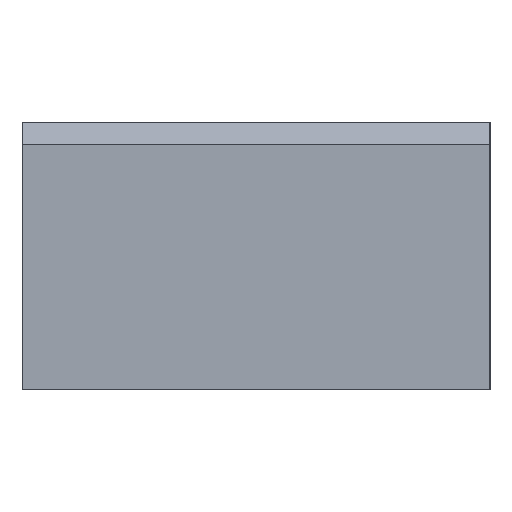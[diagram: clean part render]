
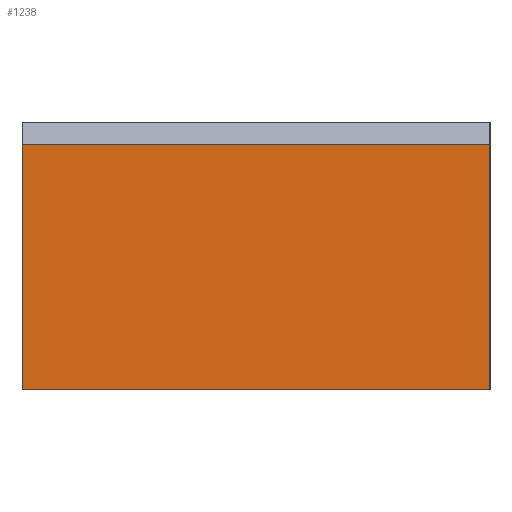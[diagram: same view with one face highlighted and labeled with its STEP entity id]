
A CAD part, left-side view. The second image highlights one B-rep face of the part: STEP entity #1238.
In plain terms, the highlighted planar face has unit normal (-1, 0, 0).
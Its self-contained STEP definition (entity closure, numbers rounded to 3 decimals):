
#21 = EDGE_CURVE ( 'NONE', #615, #1067, #30, .T. ) ;
#30 = LINE ( 'NONE', #3664, #613 ) ;
#228 = ORIENTED_EDGE ( 'NONE', *, *, #1552, .T. ) ;
#291 = ORIENTED_EDGE ( 'NONE', *, *, #21, .F. ) ;
#367 = DIRECTION ( 'NONE',  ( 0., 0., -1. ) ) ;
#434 = CARTESIAN_POINT ( 'NONE',  ( -17.5, -17.5, 18.34 ) ) ;
#472 = VECTOR ( 'NONE', #2250, 1000. ) ;
#613 = VECTOR ( 'NONE', #2728, 1000. ) ;
#615 = VERTEX_POINT ( 'NONE', #3831 ) ;
#822 = PLANE ( 'NONE',  #2507 ) ;
#836 = DIRECTION ( 'NONE',  ( 0., 1., 0. ) ) ;
#861 = VECTOR ( 'NONE', #836, 1000. ) ;
#905 = LINE ( 'NONE', #1598, #472 ) ;
#1067 = VERTEX_POINT ( 'NONE', #2661 ) ;
#1238 = ADVANCED_FACE ( 'NONE', ( #2790 ), #822, .F. ) ;
#1512 = ORIENTED_EDGE ( 'NONE', *, *, #3879, .T. ) ;
#1552 = EDGE_CURVE ( 'NONE', #3361, #1067, #3303, .T. ) ;
#1598 = CARTESIAN_POINT ( 'NONE',  ( -17.5, -17.5, 18.34 ) ) ;
#1782 = DIRECTION ( 'NONE',  ( 0., 0., 1. ) ) ;
#1852 = CARTESIAN_POINT ( 'NONE',  ( -17.5, -17.5, 18.34 ) ) ;
#2146 = CARTESIAN_POINT ( 'NONE',  ( -17.5, -17.5, 18.34 ) ) ;
#2250 = DIRECTION ( 'NONE',  ( 0., 0., -1. ) ) ;
#2413 = CARTESIAN_POINT ( 'NONE',  ( -17.5, 17.5, 18.34 ) ) ;
#2507 = AXIS2_PLACEMENT_3D ( 'NONE', #2146, #3442, #1782 ) ;
#2661 = CARTESIAN_POINT ( 'NONE',  ( -17.5, 17.5, 0. ) ) ;
#2728 = DIRECTION ( 'NONE',  ( 0., 1., 0. ) ) ;
#2790 = FACE_OUTER_BOUND ( 'NONE', #2891, .T. ) ;
#2863 = LINE ( 'NONE', #1852, #861 ) ;
#2891 = EDGE_LOOP ( 'NONE', ( #291, #3374, #1512, #228 ) ) ;
#3249 = VERTEX_POINT ( 'NONE', #434 ) ;
#3303 = LINE ( 'NONE', #3632, #3901 ) ;
#3361 = VERTEX_POINT ( 'NONE', #2413 ) ;
#3374 = ORIENTED_EDGE ( 'NONE', *, *, #3395, .F. ) ;
#3395 = EDGE_CURVE ( 'NONE', #3249, #615, #905, .T. ) ;
#3442 = DIRECTION ( 'NONE',  ( 1., 0., 0. ) ) ;
#3632 = CARTESIAN_POINT ( 'NONE',  ( -17.5, 17.5, 18.34 ) ) ;
#3664 = CARTESIAN_POINT ( 'NONE',  ( -17.5, -17.5, 0. ) ) ;
#3831 = CARTESIAN_POINT ( 'NONE',  ( -17.5, -17.5, 0. ) ) ;
#3879 = EDGE_CURVE ( 'NONE', #3249, #3361, #2863, .T. ) ;
#3901 = VECTOR ( 'NONE', #367, 1000. ) ;
